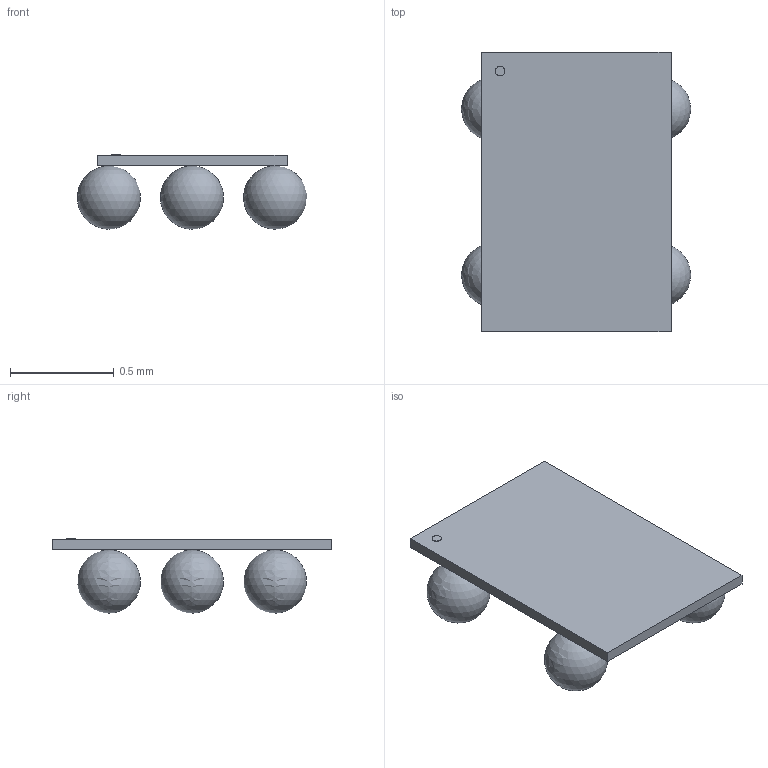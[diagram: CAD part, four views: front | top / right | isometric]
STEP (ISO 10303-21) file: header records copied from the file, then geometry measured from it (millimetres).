
FILE_DESCRIPTION(('STEP AP214'),'1');
FILE_NAME('WLCSP5_P9X1P4_ONS','2022-06-18T12:44:24',(''),(''),'','','');
FILE_SCHEMA(('AUTOMOTIVE_DESIGN'));
Length unit declared in the file: millimetre
Products named in the file (1): product
Bounding box: 1.1 x 1.35 x 0.36 mm (x, y, z)
Volume: 0.2 mm3; surface area: 5.6 mm2
Topology: 12 solids, 12 shells, 19 faces, 45 edges, 30 vertices
Faces by surface type: sphere 10, plane 8, cylinder 1
Full cylindrical faces by diameter (mm): 0.046 x1
Entity records: 346 total; most frequent: DIRECTION 58, CARTESIAN_POINT 33, ORIENTED_EDGE 28, AXIS2_PLACEMENT_3D 23, STYLED_ITEM 19, ADVANCED_FACE 19, EDGE_CURVE 14, MANIFOLD_SOLID_BREP 12
